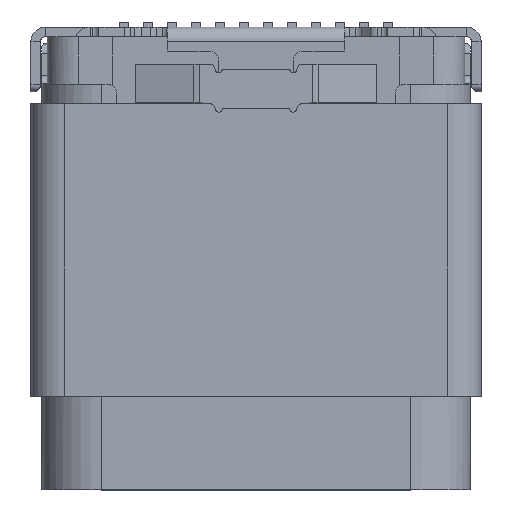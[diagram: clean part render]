
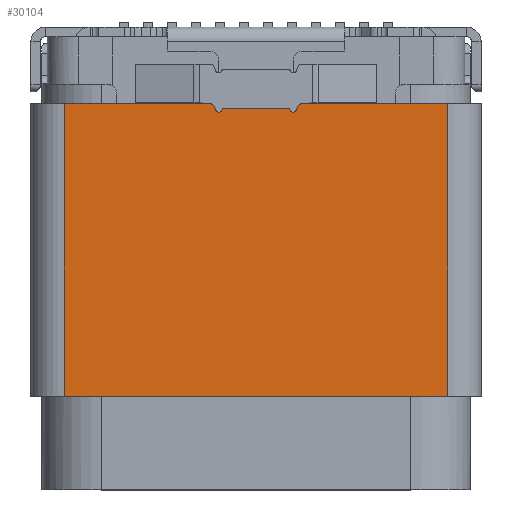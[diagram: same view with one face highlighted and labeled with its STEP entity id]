
A CAD part, top view. The second image highlights one B-rep face of the part: STEP entity #30104.
In plain terms, the highlighted planar face has unit normal (0, 0, 1).
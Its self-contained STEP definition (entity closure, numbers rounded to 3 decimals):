
#35 = VERTEX_POINT('',#36);
#36 = CARTESIAN_POINT('',(0.844,3.1,3.39));
#42 = EDGE_CURVE('',#43,#35,#45,.T.);
#43 = VERTEX_POINT('',#44);
#44 = CARTESIAN_POINT('',(0.775,3.055,3.39));
#45 = CIRCLE('',#46,0.075);
#46 = AXIS2_PLACEMENT_3D('',#47,#48,#49);
#47 = CARTESIAN_POINT('',(0.775,3.13,3.39));
#48 = DIRECTION('',(0.,0.,1.));
#49 = DIRECTION('',(0.,1.,0.));
#77 = VERTEX_POINT('',#78);
#78 = CARTESIAN_POINT('',(-0.7,3.13,3.39));
#84 = EDGE_CURVE('',#85,#77,#87,.T.);
#85 = VERTEX_POINT('',#86);
#86 = CARTESIAN_POINT('',(-0.775,3.055,3.39));
#87 = CIRCLE('',#88,0.075);
#88 = AXIS2_PLACEMENT_3D('',#89,#90,#91);
#89 = CARTESIAN_POINT('',(-0.775,3.13,3.39));
#90 = DIRECTION('',(0.,0.,1.));
#91 = DIRECTION('',(0.,-1.,0.));
#29894 = VERTEX_POINT('',#29895);
#29895 = CARTESIAN_POINT('',(-0.874,3.17,3.39));
#29901 = EDGE_CURVE('',#29894,#29902,#29904,.T.);
#29902 = VERTEX_POINT('',#29903);
#29903 = CARTESIAN_POINT('',(-0.844,3.1,3.39));
#29904 = LINE('',#29905,#29906);
#29905 = CARTESIAN_POINT('',(-0.9,3.23,3.39));
#29906 = VECTOR('',#29907,1.);
#29907 = DIRECTION('',(0.397,-0.918,
    0.));
#29923 = EDGE_CURVE('',#29902,#85,#29924,.T.);
#29924 = CIRCLE('',#29925,0.075);
#29925 = AXIS2_PLACEMENT_3D('',#29926,#29927,#29928);
#29926 = CARTESIAN_POINT('',(-0.775,3.13,3.39));
#29927 = DIRECTION('',(0.,0.,1.));
#29928 = DIRECTION('',(0.,-1.,0.));
#29941 = EDGE_CURVE('',#77,#29942,#29944,.T.);
#29942 = VERTEX_POINT('',#29943);
#29943 = CARTESIAN_POINT('',(0.7,3.13,3.39));
#29944 = LINE('',#29945,#29946);
#29945 = CARTESIAN_POINT('',(-0.7,3.13,3.39));
#29946 = VECTOR('',#29947,1.);
#29947 = DIRECTION('',(1.,0.,0.));
#29965 = EDGE_CURVE('',#29942,#43,#29966,.T.);
#29966 = CIRCLE('',#29967,0.075);
#29967 = AXIS2_PLACEMENT_3D('',#29968,#29969,#29970);
#29968 = CARTESIAN_POINT('',(0.775,3.13,3.39));
#29969 = DIRECTION('',(0.,0.,1.));
#29970 = DIRECTION('',(0.,1.,0.));
#29983 = EDGE_CURVE('',#35,#29984,#29986,.T.);
#29984 = VERTEX_POINT('',#29985);
#29985 = CARTESIAN_POINT('',(0.874,3.17,3.39));
#29986 = LINE('',#29987,#29988);
#29987 = CARTESIAN_POINT('',(0.9,3.23,3.39));
#29988 = VECTOR('',#29989,1.);
#29989 = DIRECTION('',(0.397,0.918,
    0.));
#30012 = VERTEX_POINT('',#30013);
#30013 = CARTESIAN_POINT('',(0.966,3.23,3.39));
#30019 = EDGE_CURVE('',#30020,#30012,#30022,.T.);
#30020 = VERTEX_POINT('',#30021);
#30021 = CARTESIAN_POINT('',(4.,3.23,3.39));
#30022 = LINE('',#30023,#30024);
#30023 = CARTESIAN_POINT('',(-4.,3.23,3.39));
#30024 = VECTOR('',#30025,1.);
#30025 = DIRECTION('',(-1.,0.,0.));
#30041 = EDGE_CURVE('',#30042,#30044,#30046,.T.);
#30042 = VERTEX_POINT('',#30043);
#30043 = CARTESIAN_POINT('',(-4.,-2.87,3.39));
#30044 = VERTEX_POINT('',#30045);
#30045 = CARTESIAN_POINT('',(4.,-2.87,3.39));
#30046 = LINE('',#30047,#30048);
#30047 = CARTESIAN_POINT('',(-4.,-2.87,3.39));
#30048 = VECTOR('',#30049,1.);
#30049 = DIRECTION('',(1.,0.,0.));
#30074 = EDGE_CURVE('',#30075,#30077,#30079,.T.);
#30075 = VERTEX_POINT('',#30076);
#30076 = CARTESIAN_POINT('',(-0.966,3.23,3.39));
#30077 = VERTEX_POINT('',#30078);
#30078 = CARTESIAN_POINT('',(-4.,3.23,3.39));
#30079 = LINE('',#30080,#30081);
#30080 = CARTESIAN_POINT('',(-4.,3.23,3.39));
#30081 = VECTOR('',#30082,1.);
#30082 = DIRECTION('',(-1.,0.,0.));
#30104 = ADVANCED_FACE('',(#30105),#30143,.F.);
#30105 = FACE_BOUND('',#30106,.T.);
#30106 = EDGE_LOOP('',(#30107,#30108,#30115,#30116,#30117,#30118,#30119,
    #30120,#30121,#30122,#30129,#30130,#30136,#30137));
#30107 = ORIENTED_EDGE('',*,*,#30019,.T.);
#30108 = ORIENTED_EDGE('',*,*,#30109,.T.);
#30109 = EDGE_CURVE('',#30012,#29984,#30110,.T.);
#30110 = CIRCLE('',#30111,0.1);
#30111 = AXIS2_PLACEMENT_3D('',#30112,#30113,#30114);
#30112 = CARTESIAN_POINT('',(0.966,3.13,3.39));
#30113 = DIRECTION('',(0.,0.,1.));
#30114 = DIRECTION('',(0.,1.,0.));
#30115 = ORIENTED_EDGE('',*,*,#29983,.F.);
#30116 = ORIENTED_EDGE('',*,*,#42,.F.);
#30117 = ORIENTED_EDGE('',*,*,#29965,.F.);
#30118 = ORIENTED_EDGE('',*,*,#29941,.F.);
#30119 = ORIENTED_EDGE('',*,*,#84,.F.);
#30120 = ORIENTED_EDGE('',*,*,#29923,.F.);
#30121 = ORIENTED_EDGE('',*,*,#29901,.F.);
#30122 = ORIENTED_EDGE('',*,*,#30123,.T.);
#30123 = EDGE_CURVE('',#29894,#30075,#30124,.T.);
#30124 = CIRCLE('',#30125,0.1);
#30125 = AXIS2_PLACEMENT_3D('',#30126,#30127,#30128);
#30126 = CARTESIAN_POINT('',(-0.966,3.13,3.39));
#30127 = DIRECTION('',(0.,0.,1.));
#30128 = DIRECTION('',(0.,1.,0.));
#30129 = ORIENTED_EDGE('',*,*,#30074,.T.);
#30130 = ORIENTED_EDGE('',*,*,#30131,.T.);
#30131 = EDGE_CURVE('',#30077,#30042,#30132,.T.);
#30132 = LINE('',#30133,#30134);
#30133 = CARTESIAN_POINT('',(-4.,13.594,3.39));
#30134 = VECTOR('',#30135,1.);
#30135 = DIRECTION('',(0.,-1.,0.));
#30136 = ORIENTED_EDGE('',*,*,#30041,.T.);
#30137 = ORIENTED_EDGE('',*,*,#30138,.F.);
#30138 = EDGE_CURVE('',#30020,#30044,#30139,.T.);
#30139 = LINE('',#30140,#30141);
#30140 = CARTESIAN_POINT('',(4.,13.594,3.39));
#30141 = VECTOR('',#30142,1.);
#30142 = DIRECTION('',(0.,-1.,0.));
#30143 = PLANE('',#30144);
#30144 = AXIS2_PLACEMENT_3D('',#30145,#30146,#30147);
#30145 = CARTESIAN_POINT('',(-4.,13.594,3.39));
#30146 = DIRECTION('',(0.,0.,-1.));
#30147 = DIRECTION('',(0.,1.,0.));
